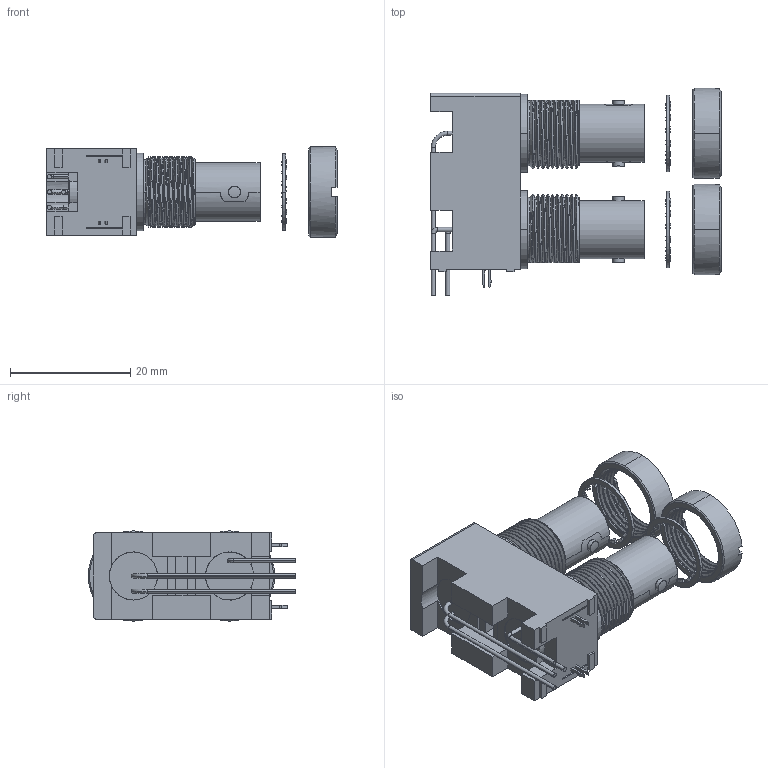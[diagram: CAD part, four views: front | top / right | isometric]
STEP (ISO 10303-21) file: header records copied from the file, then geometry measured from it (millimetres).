
FILE_DESCRIPTION((''),'2;1');
FILE_NAME('031-6576-2','2019-10-02T',('ehill'),(''),'CREO PARAMETRIC BY PTC INC, 2018360','CREO PARAMETRIC BY PTC INC, 2018360','');
FILE_SCHEMA(('CONFIG_CONTROL_DESIGN'));
Products named in the file (1): 031-6576-2
Bounding box: 48.27 x 34.51 x 15.01 mm (x, y, z)
Surface area: 6460.4 mm2 (no closed solid volume)
Topology: 0 solids, 468 shells, 468 faces, 2520 edges, 2520 vertices
Faces by surface type: plane 168, bspline 138, cylinder 124, cone 30, torus 8
Entity records: 44324 total; most frequent: CARTESIAN_POINT 26975, DIRECTION 2722, VERTEX_POINT 2520, ORIENTED_EDGE 2520, EDGE_CURVE 2520, VECTOR 1530, LINE 1530, B_SPLINE_CURVE_WITH_KNOTS 724
